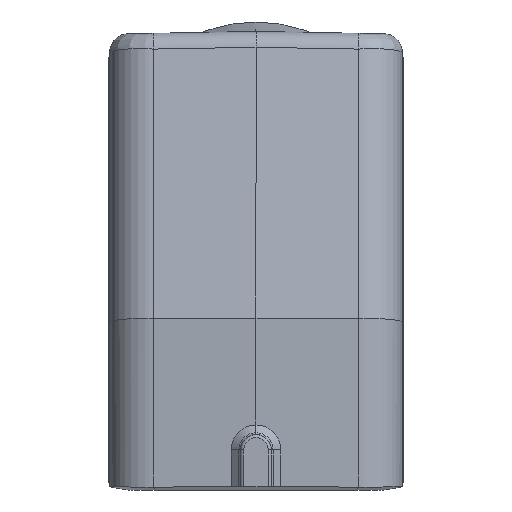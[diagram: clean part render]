
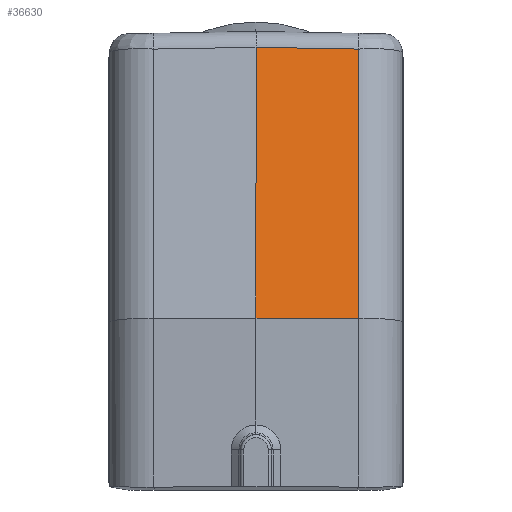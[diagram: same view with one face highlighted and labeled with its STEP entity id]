
A CAD part, left-side view. The second image highlights one B-rep face of the part: STEP entity #36630.
In plain terms, the highlighted face is planar.
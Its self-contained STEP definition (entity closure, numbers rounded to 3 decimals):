
#540=CARTESIAN_POINT('',(4.247,-50.6,-70.));
#550=VERTEX_POINT('',#540);
#1940=CARTESIAN_POINT('',(5.468,-50.707,-140.));
#1950=DIRECTION('',(-0.017,0.002,
1.));
#1960=VECTOR('',#1950,1.);
#1970=LINE('',#1940,#1960);
#1980=CARTESIAN_POINT('',(3.965,-50.576,
-53.878));
#1990=VERTEX_POINT('',#1980);
#2000=EDGE_CURVE('',#550,#1990,#1970,.T.);
#15730=CARTESIAN_POINT('',(-3.251,-93.122,
-70.));
#15740=VERTEX_POINT('',#15730);
#36350=CARTESIAN_POINT('',(4.247,-50.6,-70.));
#36360=DIRECTION('',(0.985,-0.174,
0.017));
#36370=DIRECTION('',(-0.174,-0.985,
0.));
#36380=AXIS2_PLACEMENT_3D('',#36350,#36360,#36370);
#36390=PLANE('',#36380);
#36400=CARTESIAN_POINT('',(12.669,-1.215,
-53.878));
#36410=DIRECTION('',(-0.174,-0.985,
0.));
#36420=VECTOR('',#36410,1.);
#36430=LINE('',#36400,#36420);
#36440=CARTESIAN_POINT('',(-3.487,-92.84,
-53.878));
#36450=VERTEX_POINT('',#36440);
#36460=EDGE_CURVE('',#1990,#36450,#36430,.T.);
#36470=ORIENTED_EDGE('',*,*,#36460,.T.);
#36480=ORIENTED_EDGE('',*,*,#2000,.T.);
#36490=CARTESIAN_POINT('',(13.169,0.,-70.));
#36500=DIRECTION('',(0.174,0.985,
0.));
#36510=VECTOR('',#36500,1.);
#36520=LINE('',#36490,#36510);
#36530=EDGE_CURVE('',#15740,#550,#36520,.T.);
#36540=ORIENTED_EDGE('',*,*,#36530,.T.);
#36550=CARTESIAN_POINT('',(-2.227,-94.343,
-139.948));
#36560=DIRECTION('',(0.015,-0.017,
-1.));
#36570=VECTOR('',#36560,1.);
#36580=LINE('',#36550,#36570);
#36590=EDGE_CURVE('',#36450,#15740,#36580,.T.);
#36600=ORIENTED_EDGE('',*,*,#36590,.T.);
#36610=EDGE_LOOP('',(#36600,#36540,#36480,#36470));
#36620=FACE_OUTER_BOUND('',#36610,.T.);
#36630=ADVANCED_FACE('',(#36620),#36390,.T.);
